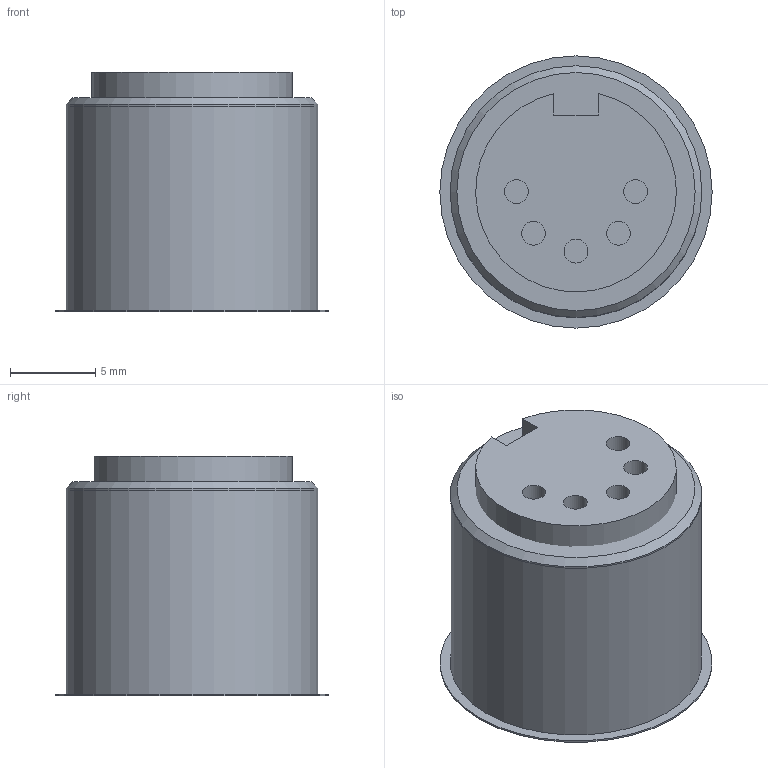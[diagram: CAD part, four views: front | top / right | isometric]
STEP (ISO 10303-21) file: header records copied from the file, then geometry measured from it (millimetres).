
FILE_DESCRIPTION(('FreeCAD Model'),'2;1');
FILE_NAME('5_Pin_DIN.step', '2020-10-06T16:56:09',('kicad StepUp'),('ksu MCAD'), 'Open CASCADE STEP processor 7.3','FreeCAD','Unknown');
FILE_SCHEMA(('AUTOMOTIVE_DESIGN { 1 0 10303 214 1 1 1 1 }'));
Length unit declared in the file: millimetre
Products named in the file (1): 5_Pin_DIN
Bounding box: 16 x 16 x 14.1 mm (x, y, z)
Volume: 1570.3 mm3; surface area: 2619.3 mm2
Topology: 4 solids, 4 shells, 24 faces, 47 edges, 31 vertices
Faces by surface type: cylinder 12, plane 11, cone 1
Full cylindrical faces by diameter (mm): 1.4 x5, 14.4 x2, 14.8 x2, 16 x1
Entity records: 831 total; most frequent: DIRECTION 122, CARTESIAN_POINT 103, ORIENTED_EDGE 94, AXIS2_PLACEMENT_3D 50, EDGE_CURVE 47, FACE_BOUND 38, EDGE_LOOP 38, VERTEX_POINT 31
